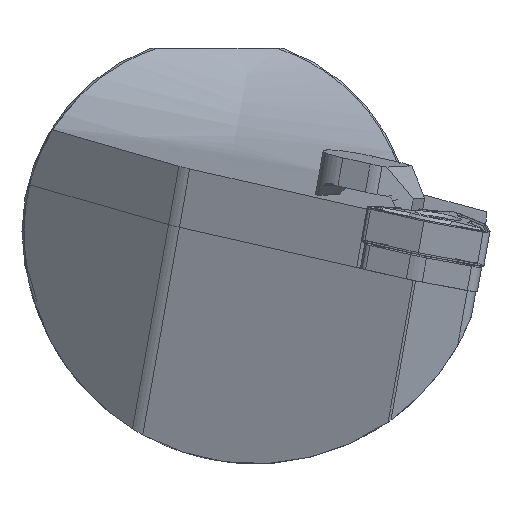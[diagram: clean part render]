
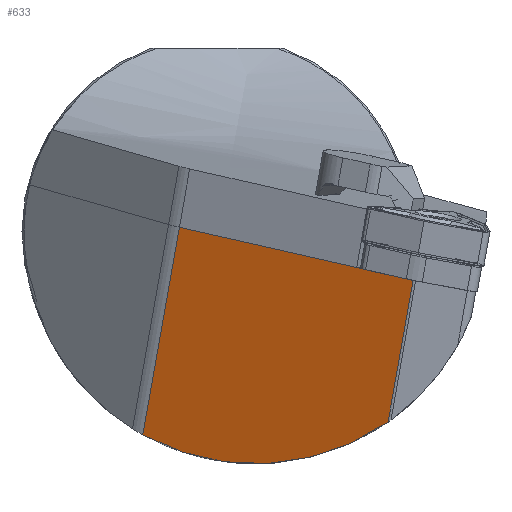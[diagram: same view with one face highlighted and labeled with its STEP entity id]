
A CAD part, left-side view. The second image highlights one B-rep face of the part: STEP entity #633.
In plain terms, the highlighted planar face has unit normal (-0.902, 0.432, -0.02).
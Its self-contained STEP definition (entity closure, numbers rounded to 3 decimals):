
#564=ELLIPSE('',#2798,32.991,29.75);
#633=ADVANCED_FACE('',(#834),#759,.F.);
#759=PLANE('',#2802);
#834=FACE_OUTER_BOUND('',#949,.T.);
#949=EDGE_LOOP('',(#1213,#1214,#1215,#1216,#1217,#1218));
#1213=ORIENTED_EDGE('',*,*,#2108,.F.);
#1214=ORIENTED_EDGE('',*,*,#2109,.T.);
#1215=ORIENTED_EDGE('',*,*,#2101,.T.);
#1216=ORIENTED_EDGE('',*,*,#2110,.F.);
#1217=ORIENTED_EDGE('',*,*,#2111,.T.);
#1218=ORIENTED_EDGE('',*,*,#2068,.T.);
#1843=VERTEX_POINT('',#3659);
#1844=VERTEX_POINT('',#3660);
#1873=VERTEX_POINT('',#3793);
#1874=VERTEX_POINT('',#3795);
#1878=VERTEX_POINT('',#3814);
#1879=VERTEX_POINT('',#3817);
#2068=EDGE_CURVE('',#1843,#1844,#2406,.T.);
#2101=EDGE_CURVE('',#1874,#1873,#564,.T.);
#2108=EDGE_CURVE('',#1878,#1844,#2426,.T.);
#2109=EDGE_CURVE('',#1878,#1874,#2427,.T.);
#2110=EDGE_CURVE('',#1879,#1873,#2428,.T.);
#2111=EDGE_CURVE('',#1879,#1843,#2429,.T.);
#2406=LINE('',#3658,#2594);
#2426=LINE('',#3813,#2614);
#2427=LINE('',#3815,#2615);
#2428=LINE('',#3816,#2616);
#2429=LINE('',#3818,#2617);
#2594=VECTOR('',#3013,1.);
#2614=VECTOR('',#3071,1.);
#2615=VECTOR('',#3072,1.);
#2616=VECTOR('',#3073,1.);
#2617=VECTOR('',#3074,1.);
#2798=AXIS2_PLACEMENT_3D('',#3794,#3060,#3061);
#2802=AXIS2_PLACEMENT_3D('',#3819,#3075,#3076);
#3013=DIRECTION('',(0.419,0.885,0.201));
#3060=DIRECTION('',(-0.902,0.432,-0.02));
#3061=DIRECTION('',(-0.432,-0.901,0.042));
#3071=DIRECTION('',(-0.419,-0.885,-0.201));
#3072=DIRECTION('',(0.105,0.173,-0.979));
#3073=DIRECTION('',(0.105,0.173,-0.979));
#3074=DIRECTION('',(0.419,0.885,0.201));
#3075=DIRECTION('',(0.902,-0.432,0.02));
#3076=DIRECTION('',(0.432,0.902,0.));
#3658=CARTESIAN_POINT('',(-227.956,21.323,0.372));
#3659=CARTESIAN_POINT('',(-239.029,-2.049,-4.931));
#3660=CARTESIAN_POINT('',(-238.722,-1.402,-4.784));
#3793=CARTESIAN_POINT('',(-240.208,-5.427,-24.6));
#3794=CARTESIAN_POINT('',(-232.598,11.601,-0.205));
#3795=CARTESIAN_POINT('',(-225.117,26.014,-26.231));
#3813=CARTESIAN_POINT('',(-227.956,21.323,0.372));
#3814=CARTESIAN_POINT('',(-227.956,21.323,0.372));
#3815=CARTESIAN_POINT('',(-286.844,-75.969,552.142));
#3816=CARTESIAN_POINT('',(-301.036,-105.924,545.346));
#3817=CARTESIAN_POINT('',(-242.148,-8.632,-6.424));
#3818=CARTESIAN_POINT('',(-227.956,21.323,0.372));
#3819=CARTESIAN_POINT('',(-286.844,-75.969,552.142));
